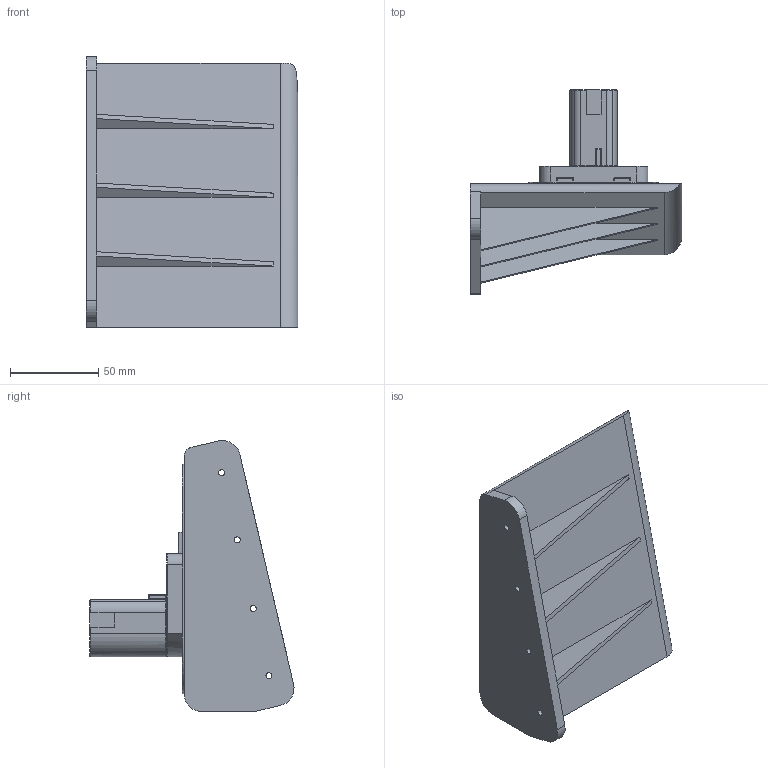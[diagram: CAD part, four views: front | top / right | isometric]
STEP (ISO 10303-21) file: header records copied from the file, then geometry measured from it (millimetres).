
FILE_DESCRIPTION(/* description */ ('STEP AP242','CAx-IF Rec.Pracs.---Representation and Presentation of Product Manufacturing Information (PMI)---4.0---2014-10-13','CAx-IF Rec.Pracs.---3D Tessellated Geometry---0.4---2014-09-14','2;1'),/* implementation_level */ '2;1');
FILE_NAME(/* name */ '65e3d187f777f0691c60e559',/* time_stamp */ '2024-03-03T01:25:27Z',/* author */ (''),/* organization */ (''),/* preprocessor_version */ 'ST-DEVELOPER v19.4',/* originating_system */ ' ',/* authorisation */ ' ');
FILE_SCHEMA (('AP242_MANAGED_MODEL_BASED_3D_ENGINEERING_MIM_LF { 1 0 10303 442 1 1 4 }'));
Length unit declared in the file: metre
Products named in the file (1): 1
Bounding box: 120 x 115.7 x 153.66 mm (x, y, z)
Volume: 501816.1 mm3; surface area: 69381.1 mm2
Topology: 1 solids, 1 shells, 174 faces, 455 edges, 272 vertices
Faces by surface type: plane 69, cylinder 64, torus 23, sphere 8, bspline 6, cone 4
Full cylindrical faces by diameter (mm): 3.4 x4
Entity records: 5829 total; most frequent: CARTESIAN_POINT 1602, DIRECTION 905, ORIENTED_EDGE 862, EDGE_CURVE 431, AXIS2_PLACEMENT_3D 331, VERTEX_POINT 268, LINE 243, VECTOR 243
